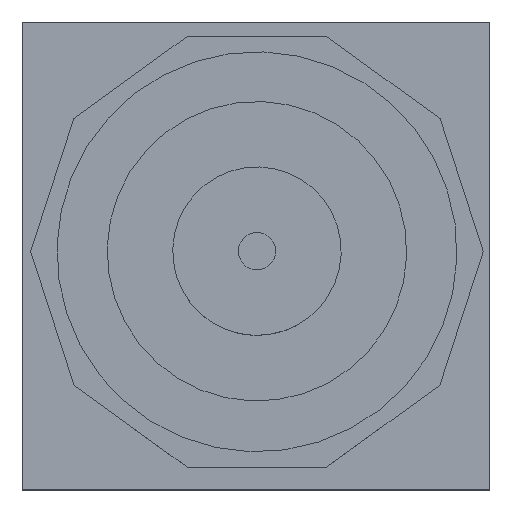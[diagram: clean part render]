
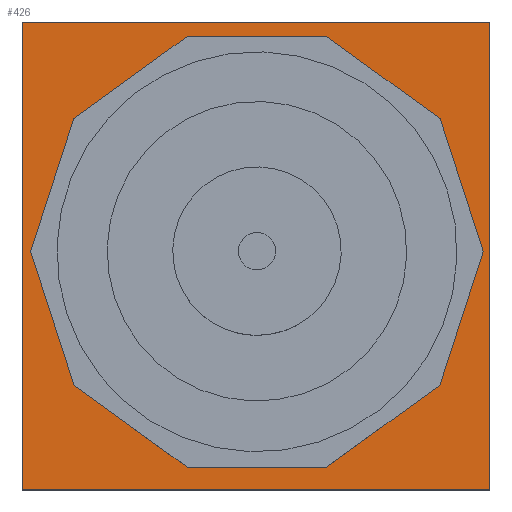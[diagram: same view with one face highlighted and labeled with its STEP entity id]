
A CAD part, top view. The second image highlights one B-rep face of the part: STEP entity #426.
In plain terms, the highlighted planar face has unit normal (0, 0, 1).
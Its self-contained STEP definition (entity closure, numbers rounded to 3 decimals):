
#18=FACE_BOUND('',#89,.T.);
#37=PLANE('',#481);
#62=FACE_OUTER_BOUND('',#88,.T.);
#88=EDGE_LOOP('',(#386,#387,#388,#389));
#89=EDGE_LOOP('',(#390,#391,#392,#393,#394,#395,#396,#397,#398,#399));
#95=LINE('',#639,#140);
#98=LINE('',#645,#143);
#101=LINE('',#651,#146);
#104=LINE('',#657,#149);
#107=LINE('',#663,#152);
#110=LINE('',#669,#155);
#113=LINE('',#675,#158);
#120=LINE('',#688,#165);
#121=LINE('',#691,#166);
#123=LINE('',#694,#168);
#126=LINE('',#702,#171);
#130=LINE('',#709,#175);
#133=LINE('',#715,#178);
#135=LINE('',#718,#180);
#140=VECTOR('',#527,74.732);
#143=VECTOR('',#532,74.732);
#146=VECTOR('',#537,74.732);
#149=VECTOR('',#542,74.732);
#152=VECTOR('',#547,74.732);
#155=VECTOR('',#552,74.732);
#158=VECTOR('',#557,74.732);
#165=VECTOR('',#568,74.732);
#166=VECTOR('',#571,74.732);
#168=VECTOR('',#575,74.732);
#171=VECTOR('',#580,250.);
#175=VECTOR('',#586,250.);
#178=VECTOR('',#591,250.);
#180=VECTOR('',#595,250.);
#206=VERTEX_POINT('',#636);
#207=VERTEX_POINT('',#638);
#209=VERTEX_POINT('',#644);
#211=VERTEX_POINT('',#650);
#213=VERTEX_POINT('',#656);
#215=VERTEX_POINT('',#662);
#217=VERTEX_POINT('',#668);
#219=VERTEX_POINT('',#674);
#223=VERTEX_POINT('',#686);
#224=VERTEX_POINT('',#690);
#227=VERTEX_POINT('',#699);
#228=VERTEX_POINT('',#701);
#230=VERTEX_POINT('',#707);
#232=VERTEX_POINT('',#713);
#249=EDGE_CURVE('',#206,#207,#95,.T.);
#252=EDGE_CURVE('',#207,#209,#98,.T.);
#255=EDGE_CURVE('',#209,#211,#101,.T.);
#258=EDGE_CURVE('',#211,#213,#104,.T.);
#261=EDGE_CURVE('',#213,#215,#107,.T.);
#264=EDGE_CURVE('',#215,#217,#110,.T.);
#267=EDGE_CURVE('',#217,#219,#113,.T.);
#274=EDGE_CURVE('',#223,#206,#120,.T.);
#275=EDGE_CURVE('',#219,#224,#121,.T.);
#277=EDGE_CURVE('',#224,#223,#123,.T.);
#280=EDGE_CURVE('',#227,#228,#126,.T.);
#284=EDGE_CURVE('',#227,#230,#130,.T.);
#287=EDGE_CURVE('',#230,#232,#133,.T.);
#289=EDGE_CURVE('',#228,#232,#135,.T.);
#386=ORIENTED_EDGE('',*,*,#280,.F.);
#387=ORIENTED_EDGE('',*,*,#284,.T.);
#388=ORIENTED_EDGE('',*,*,#287,.T.);
#389=ORIENTED_EDGE('',*,*,#289,.F.);
#390=ORIENTED_EDGE('',*,*,#277,.F.);
#391=ORIENTED_EDGE('',*,*,#275,.F.);
#392=ORIENTED_EDGE('',*,*,#267,.F.);
#393=ORIENTED_EDGE('',*,*,#264,.F.);
#394=ORIENTED_EDGE('',*,*,#261,.F.);
#395=ORIENTED_EDGE('',*,*,#258,.F.);
#396=ORIENTED_EDGE('',*,*,#255,.F.);
#397=ORIENTED_EDGE('',*,*,#252,.F.);
#398=ORIENTED_EDGE('',*,*,#249,.F.);
#399=ORIENTED_EDGE('',*,*,#274,.F.);
#426=ADVANCED_FACE('',(#62,#18),#37,.F.);
#481=AXIS2_PLACEMENT_3D('',#719,#596,#597);
#527=DIRECTION('',(0.309,0.951,0.));
#532=DIRECTION('',(-0.309,0.951,0.));
#537=DIRECTION('',(-0.809,0.588,0.));
#542=DIRECTION('',(-1.,0.,0.));
#547=DIRECTION('',(-0.809,-0.588,0.));
#552=DIRECTION('',(-0.309,-0.951,0.));
#557=DIRECTION('',(0.309,-0.951,0.));
#568=DIRECTION('',(0.809,0.588,0.));
#571=DIRECTION('',(0.809,-0.588,0.));
#575=DIRECTION('',(1.,0.,0.));
#580=DIRECTION('',(1.,0.,0.));
#586=DIRECTION('',(0.,-1.,0.));
#591=DIRECTION('',(1.,0.,0.));
#595=DIRECTION('',(0.,-1.,0.));
#596=DIRECTION('center_axis',(0.,0.,-1.));
#597=DIRECTION('ref_axis',(-1.,0.,0.));
#636=CARTESIAN_POINT('',(119.663,-124.911,0.));
#638=CARTESIAN_POINT('',(142.756,-53.837,0.));
#639=CARTESIAN_POINT('',(119.663,-124.911,0.));
#644=CARTESIAN_POINT('',(119.663,17.236,0.));
#645=CARTESIAN_POINT('',(142.756,-53.837,0.));
#650=CARTESIAN_POINT('',(59.204,61.163,0.));
#651=CARTESIAN_POINT('',(119.663,17.236,0.));
#656=CARTESIAN_POINT('',(-15.528,61.163,0.));
#657=CARTESIAN_POINT('',(59.204,61.163,0.));
#662=CARTESIAN_POINT('',(-75.987,17.236,0.));
#663=CARTESIAN_POINT('',(-15.528,61.163,0.));
#668=CARTESIAN_POINT('',(-99.08,-53.837,0.));
#669=CARTESIAN_POINT('',(-75.987,17.236,0.));
#674=CARTESIAN_POINT('',(-75.987,-124.911,0.));
#675=CARTESIAN_POINT('',(-99.08,-53.837,0.));
#686=CARTESIAN_POINT('',(59.204,-168.837,0.));
#688=CARTESIAN_POINT('',(59.204,-168.837,0.));
#690=CARTESIAN_POINT('',(-15.528,-168.837,0.));
#691=CARTESIAN_POINT('',(-75.987,-124.911,0.));
#694=CARTESIAN_POINT('',(-15.528,-168.837,0.));
#699=CARTESIAN_POINT('',(-103.676,68.952,0.));
#701=CARTESIAN_POINT('',(146.324,68.952,0.));
#702=CARTESIAN_POINT('',(-103.676,68.952,0.));
#707=CARTESIAN_POINT('',(-103.676,-181.048,0.));
#709=CARTESIAN_POINT('',(-103.676,68.952,0.));
#713=CARTESIAN_POINT('',(146.324,-181.048,0.));
#715=CARTESIAN_POINT('',(-103.676,-181.048,0.));
#718=CARTESIAN_POINT('',(146.324,68.952,0.));
#719=CARTESIAN_POINT('Origin',(0.,0.,0.));
